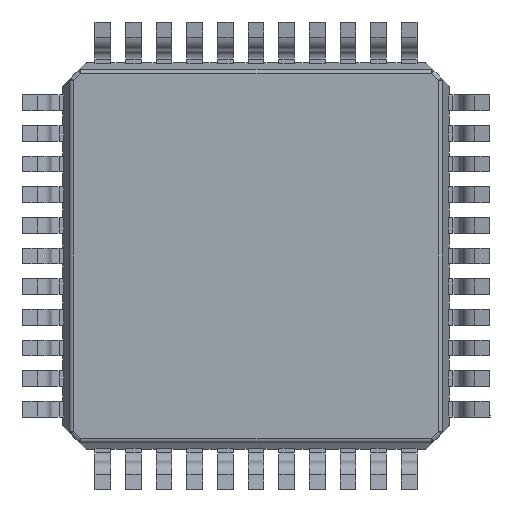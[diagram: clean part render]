
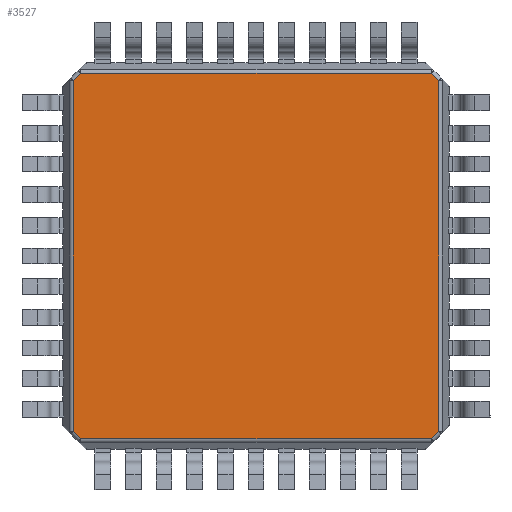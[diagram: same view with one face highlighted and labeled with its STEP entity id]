
A CAD part, front view. The second image highlights one B-rep face of the part: STEP entity #3527.
In plain terms, the highlighted planar face has unit normal (0, -1, 0).
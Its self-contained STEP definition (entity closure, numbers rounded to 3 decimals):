
#115 = LINE ( 'NONE', #10800, #20121 ) ;
#799 = DIRECTION ( 'NONE',  ( 0., 0., -1. ) ) ;
#2463 = VERTEX_POINT ( 'NONE', #36669 ) ;
#2709 = CARTESIAN_POINT ( 'NONE',  ( 4.568, 0.085, 4.779 ) ) ;
#3393 = CARTESIAN_POINT ( 'NONE',  ( 4.574, 0.085, 4.773 ) ) ;
#3527 = ADVANCED_FACE ( 'NONE', ( #12008 ), #26155, .F. ) ;
#3679 = EDGE_CURVE ( 'NONE', #9734, #31804, #14298, .T. ) ;
#4749 = CARTESIAN_POINT ( 'NONE',  ( -4.773, 0.085, -4.639 ) ) ;
#6861 = EDGE_CURVE ( 'NONE', #26445, #9734, #26879, .T. ) ;
#7545 = EDGE_CURVE ( 'NONE', #19438, #2463, #22938, .T. ) ;
#7949 = ORIENTED_EDGE ( 'NONE', *, *, #7545, .T. ) ;
#9420 = VECTOR ( 'NONE', #27491, 1000. ) ;
#9734 = VERTEX_POINT ( 'NONE', #3393 ) ;
#9823 = EDGE_CURVE ( 'NONE', #28386, #26445, #19340, .T. ) ;
#9854 = CARTESIAN_POINT ( 'NONE',  ( -4.779, 0.085, 4.568 ) ) ;
#10800 = CARTESIAN_POINT ( 'NONE',  ( 4.639, 0.085, -4.773 ) ) ;
#12008 = FACE_OUTER_BOUND ( 'NONE', #40596, .T. ) ;
#12333 = DIRECTION ( 'NONE',  ( 0.707, 0., 0.707 ) ) ;
#14298 = LINE ( 'NONE', #31678, #14963 ) ;
#14963 = VECTOR ( 'NONE', #38187, 1000. ) ;
#15864 = DIRECTION ( 'NONE',  ( 0., 0., 1. ) ) ;
#15953 = VECTOR ( 'NONE', #15864, 1000. ) ;
#16634 = DIRECTION ( 'NONE',  ( 0., 1., 0. ) ) ;
#17130 = CARTESIAN_POINT ( 'NONE',  ( -4.773, 0.085, 4.574 ) ) ;
#17167 = ORIENTED_EDGE ( 'NONE', *, *, #3679, .T. ) ;
#17799 = VECTOR ( 'NONE', #799, 1000. ) ;
#19340 = LINE ( 'NONE', #22593, #15953 ) ;
#19436 = CARTESIAN_POINT ( 'NONE',  ( 0., 0.085, 0. ) ) ;
#19438 = VERTEX_POINT ( 'NONE', #29266 ) ;
#20121 = VECTOR ( 'NONE', #34681, 1000. ) ;
#21409 = ORIENTED_EDGE ( 'NONE', *, *, #29601, .T. ) ;
#22051 = ORIENTED_EDGE ( 'NONE', *, *, #9823, .T. ) ;
#22326 = AXIS2_PLACEMENT_3D ( 'NONE', #19436, #16634, #34477 ) ;
#22593 = CARTESIAN_POINT ( 'NONE',  ( 4.773, 0.085, 4.639 ) ) ;
#22938 = LINE ( 'NONE', #33594, #43301 ) ;
#25634 = LINE ( 'NONE', #40626, #33457 ) ;
#26117 = ORIENTED_EDGE ( 'NONE', *, *, #44632, .T. ) ;
#26155 = PLANE ( 'NONE',  #22326 ) ;
#26445 = VERTEX_POINT ( 'NONE', #33030 ) ;
#26879 = LINE ( 'NONE', #2709, #44728 ) ;
#27491 = DIRECTION ( 'NONE',  ( -0.707, 0., -0.707 ) ) ;
#27937 = LINE ( 'NONE', #9854, #9420 ) ;
#28386 = VERTEX_POINT ( 'NONE', #39823 ) ;
#28971 = DIRECTION ( 'NONE',  ( 0.707, 0., -0.707 ) ) ;
#29266 = CARTESIAN_POINT ( 'NONE',  ( -4.773, 0.085, -4.574 ) ) ;
#29412 = EDGE_CURVE ( 'NONE', #2463, #45401, #115, .T. ) ;
#29601 = EDGE_CURVE ( 'NONE', #45401, #28386, #25634, .T. ) ;
#31678 = CARTESIAN_POINT ( 'NONE',  ( -4.639, 0.085, 4.773 ) ) ;
#31804 = VERTEX_POINT ( 'NONE', #33891 ) ;
#32600 = LINE ( 'NONE', #4749, #17799 ) ;
#33030 = CARTESIAN_POINT ( 'NONE',  ( 4.773, 0.085, 4.574 ) ) ;
#33457 = VECTOR ( 'NONE', #12333, 1000. ) ;
#33594 = CARTESIAN_POINT ( 'NONE',  ( -4.568, 0.085, -4.779 ) ) ;
#33891 = CARTESIAN_POINT ( 'NONE',  ( -4.574, 0.085, 4.773 ) ) ;
#34425 = EDGE_CURVE ( 'NONE', #31804, #39976, #27937, .T. ) ;
#34477 = DIRECTION ( 'NONE',  ( 0., 0., 1. ) ) ;
#34681 = DIRECTION ( 'NONE',  ( 1., 0., 0. ) ) ;
#36669 = CARTESIAN_POINT ( 'NONE',  ( -4.574, 0.085, -4.773 ) ) ;
#37418 = ORIENTED_EDGE ( 'NONE', *, *, #6861, .T. ) ;
#37999 = DIRECTION ( 'NONE',  ( -0.707, 0., 0.707 ) ) ;
#38187 = DIRECTION ( 'NONE',  ( -1., 0., 0. ) ) ;
#39248 = ORIENTED_EDGE ( 'NONE', *, *, #34425, .T. ) ;
#39823 = CARTESIAN_POINT ( 'NONE',  ( 4.773, 0.085, -4.574 ) ) ;
#39976 = VERTEX_POINT ( 'NONE', #17130 ) ;
#40596 = EDGE_LOOP ( 'NONE', ( #7949, #41094, #21409, #22051, #37418, #17167, #39248, #26117 ) ) ;
#40626 = CARTESIAN_POINT ( 'NONE',  ( 4.779, 0.085, -4.568 ) ) ;
#41094 = ORIENTED_EDGE ( 'NONE', *, *, #29412, .T. ) ;
#41203 = CARTESIAN_POINT ( 'NONE',  ( 4.574, 0.085, -4.773 ) ) ;
#43301 = VECTOR ( 'NONE', #28971, 1000. ) ;
#44632 = EDGE_CURVE ( 'NONE', #39976, #19438, #32600, .T. ) ;
#44728 = VECTOR ( 'NONE', #37999, 1000. ) ;
#45401 = VERTEX_POINT ( 'NONE', #41203 ) ;
